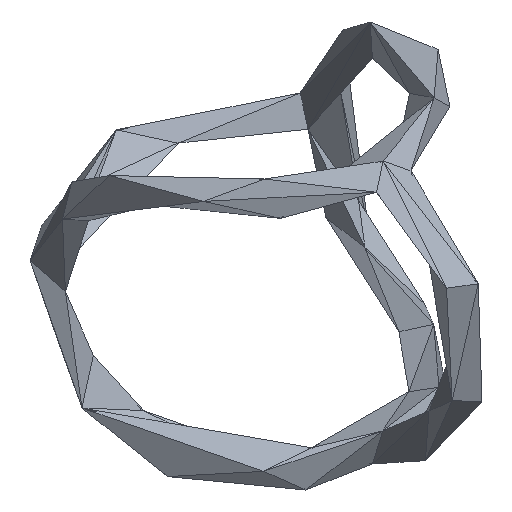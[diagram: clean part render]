
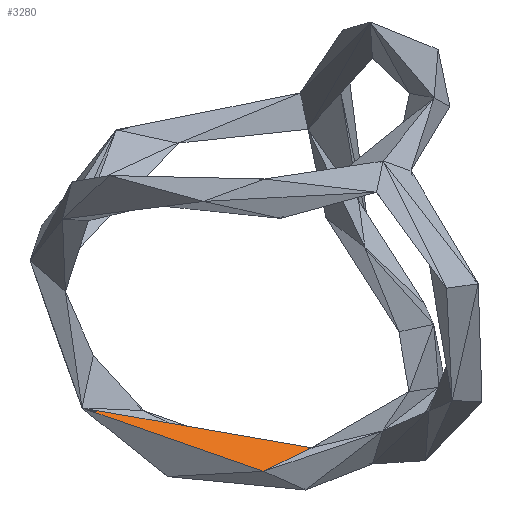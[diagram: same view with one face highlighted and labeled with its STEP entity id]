
A CAD part, isometric view. The second image highlights one B-rep face of the part: STEP entity #3280.
In plain terms, the highlighted planar face has unit normal (-0.156, -0.235, 0.959).
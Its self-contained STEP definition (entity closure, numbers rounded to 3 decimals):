
#257 = VERTEX_POINT('',#258);
#258 = CARTESIAN_POINT('',(-136.757,39.039,
    -270.613));
#296 = PLANE('',#297);
#297 = AXIS2_PLACEMENT_3D('',#298,#299,#300);
#298 = CARTESIAN_POINT('',(-126.649,21.144,
    -270.992));
#299 = DIRECTION('',(-0.131,-0.095,0.987));
#300 = DIRECTION('',(0.991,0.,0.132));
#2175 = PLANE('',#2176);
#2176 = AXIS2_PLACEMENT_3D('',#2177,#2178,#2179);
#2177 = CARTESIAN_POINT('',(-261.484,208.362,
    -257.601));
#2178 = DIRECTION('',(0.801,0.595,-0.065)
  );
#2179 = DIRECTION('',(-0.596,0.803,0.));
#2414 = VERTEX_POINT('',#2415);
#2415 = CARTESIAN_POINT('',(-386.282,379.643,
    -227.465));
#3240 = VERTEX_POINT('',#3241);
#3241 = CARTESIAN_POINT('',(-238.773,59.072,
    -282.238));
#3280 = ADVANCED_FACE('',(#3281),#3291,.T.);
#3281 = FACE_BOUND('',#3282,.T.);
#3282 = EDGE_LOOP('',(#3283,#3313,#3333));
#3283 = ORIENTED_EDGE('',*,*,#3284,.T.);
#3284 = EDGE_CURVE('',#2414,#3240,#3285,.T.);
#3285 = SURFACE_CURVE('',#3286,(#3290,#3302),.PCURVE_S1.);
#3286 = LINE('',#3287,#3288);
#3287 = CARTESIAN_POINT('',(-386.282,379.643,
    -227.465));
#3288 = VECTOR('',#3289,1.);
#3289 = DIRECTION('',(0.413,-0.898,-0.153));
#3290 = PCURVE('',#3291,#3296);
#3291 = PLANE('',#3292);
#3292 = AXIS2_PLACEMENT_3D('',#3293,#3294,#3295);
#3293 = CARTESIAN_POINT('',(-273.368,194.456,
    -254.615));
#3294 = DIRECTION('',(-0.156,-0.235,0.959));
#3295 = DIRECTION('',(0.,0.971,0.238)
  );
#3296 = DEFINITIONAL_REPRESENTATION('',(#3297),#3301);
#3297 = LINE('',#3298,#3299);
#3298 = CARTESIAN_POINT('',(186.321,114.305));
#3299 = VECTOR('',#3300,1.);
#3300 = DIRECTION('',(-0.908,-0.418));
#3301 = ( GEOMETRIC_REPRESENTATION_CONTEXT(2) 
PARAMETRIC_REPRESENTATION_CONTEXT() REPRESENTATION_CONTEXT('2D SPACE',''
  ) );
#3302 = PCURVE('',#3303,#3308);
#3303 = PLANE('',#3304);
#3304 = AXIS2_PLACEMENT_3D('',#3305,#3306,#3307);
#3305 = CARTESIAN_POINT('',(-317.586,219.927,
    -273.422));
#3306 = DIRECTION('',(-0.87,-0.439,0.224));
#3307 = DIRECTION('',(0.45,-0.893,0.
    ));
#3308 = DEFINITIONAL_REPRESENTATION('',(#3309),#3312);
#3309 = B_SPLINE_CURVE_WITH_KNOTS('',1,(#3310,#3311),.UNSPECIFIED.,.F.,
  .F.,(2,2),(0.,357.107),.PIECEWISE_BEZIER_KNOTS.);
#3310 = CARTESIAN_POINT('',(-173.544,47.151));
#3311 = CARTESIAN_POINT('',(179.114,-9.045));
#3312 = ( GEOMETRIC_REPRESENTATION_CONTEXT(2) 
PARAMETRIC_REPRESENTATION_CONTEXT() REPRESENTATION_CONTEXT('2D SPACE',''
  ) );
#3313 = ORIENTED_EDGE('',*,*,#3314,.T.);
#3314 = EDGE_CURVE('',#3240,#257,#3315,.T.);
#3315 = SURFACE_CURVE('',#3316,(#3320,#3327),.PCURVE_S1.);
#3316 = LINE('',#3317,#3318);
#3317 = CARTESIAN_POINT('',(-238.773,59.072,
    -282.238));
#3318 = VECTOR('',#3319,1.);
#3319 = DIRECTION('',(0.975,-0.191,0.111));
#3320 = PCURVE('',#3291,#3321);
#3321 = DEFINITIONAL_REPRESENTATION('',(#3322),#3326);
#3322 = LINE('',#3323,#3324);
#3323 = CARTESIAN_POINT('',(-138.066,-35.022));
#3324 = VECTOR('',#3325,1.);
#3325 = DIRECTION('',(-0.159,-0.987));
#3326 = ( GEOMETRIC_REPRESENTATION_CONTEXT(2) 
PARAMETRIC_REPRESENTATION_CONTEXT() REPRESENTATION_CONTEXT('2D SPACE',''
  ) );
#3327 = PCURVE('',#296,#3328);
#3328 = DEFINITIONAL_REPRESENTATION('',(#3329),#3332);
#3329 = B_SPLINE_CURVE_WITH_KNOTS('',1,(#3330,#3331),.UNSPECIFIED.,.F.,
  .F.,(2,2),(0.,104.612),.PIECEWISE_BEZIER_KNOTS.);
#3330 = CARTESIAN_POINT('',(-112.628,38.1));
#3331 = CARTESIAN_POINT('',(-9.97,17.977));
#3332 = ( GEOMETRIC_REPRESENTATION_CONTEXT(2) 
PARAMETRIC_REPRESENTATION_CONTEXT() REPRESENTATION_CONTEXT('2D SPACE',''
  ) );
#3333 = ORIENTED_EDGE('',*,*,#3334,.T.);
#3334 = EDGE_CURVE('',#257,#2414,#3335,.T.);
#3335 = SURFACE_CURVE('',#3336,(#3340,#3347),.PCURVE_S1.);
#3336 = LINE('',#3337,#3338);
#3337 = CARTESIAN_POINT('',(-136.757,39.039,
    -270.613));
#3338 = VECTOR('',#3339,1.);
#3339 = DIRECTION('',(-0.588,0.803,0.102));
#3340 = PCURVE('',#3291,#3341);
#3341 = DEFINITIONAL_REPRESENTATION('',(#3342),#3346);
#3342 = LINE('',#3343,#3344);
#3343 = CARTESIAN_POINT('',(-154.75,-138.295));
#3344 = VECTOR('',#3345,1.);
#3345 = DIRECTION('',(0.804,0.595));
#3346 = ( GEOMETRIC_REPRESENTATION_CONTEXT(2) 
PARAMETRIC_REPRESENTATION_CONTEXT() REPRESENTATION_CONTEXT('2D SPACE',''
  ) );
#3347 = PCURVE('',#2175,#3348);
#3348 = DEFINITIONAL_REPRESENTATION('',(#3349),#3352);
#3349 = B_SPLINE_CURVE_WITH_KNOTS('',1,(#3350,#3351),.UNSPECIFIED.,.F.,
  .F.,(2,2),(0.,424.424),.PIECEWISE_BEZIER_KNOTS.);
#3350 = CARTESIAN_POINT('',(-210.301,-13.04));
#3351 = CARTESIAN_POINT('',(211.915,30.199));
#3352 = ( GEOMETRIC_REPRESENTATION_CONTEXT(2) 
PARAMETRIC_REPRESENTATION_CONTEXT() REPRESENTATION_CONTEXT('2D SPACE',''
  ) );
